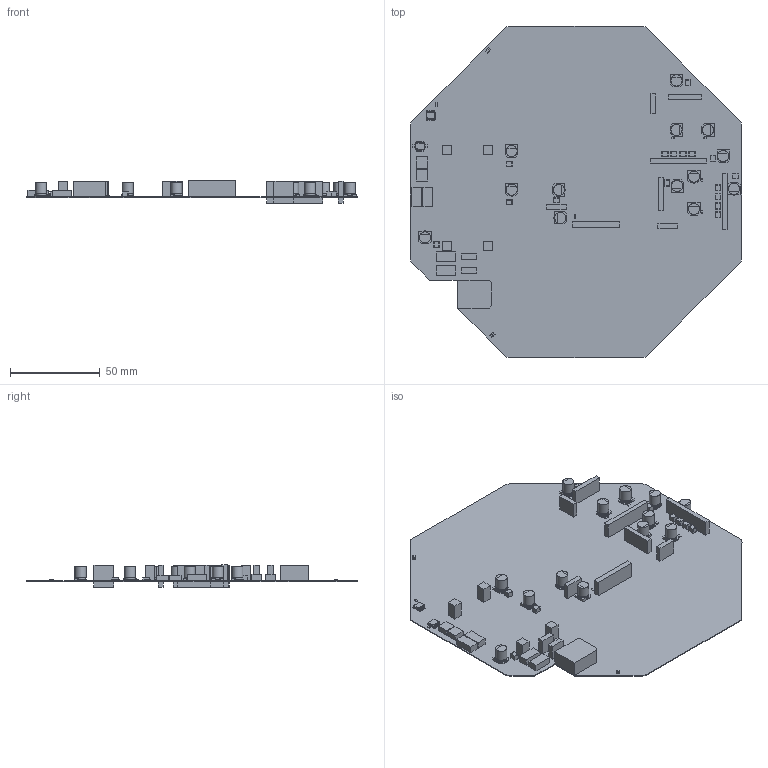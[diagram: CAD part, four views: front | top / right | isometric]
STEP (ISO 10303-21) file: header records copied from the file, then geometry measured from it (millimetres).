
FILE_DESCRIPTION(('Open CASCADE Model'),'2;1');
FILE_NAME('Open CASCADE Shape Model','2022-06-28T20:01:35',('Author'),( 'Open CASCADE'),'Open CASCADE STEP processor 6.8','Open CASCADE 6.8' ,'Unknown');
FILE_SCHEMA(('AUTOMOTIVE_DESIGN { 1 0 10303 214 1 1 1 1 }'));
Length unit declared in the file: millimetre
Products named in the file (198): PCB; Board; Open CASCADE STEP translator 6.8 5.1.1; C1; 6098600928; base; Open_CASCADE_STEP_translator_6.8_25.1.1; cylinder; Open_CASCADE_STEP_translator_6.8_25.2.1; mark; Open_CASCADE_STEP_translator_6.8_25.3.1; lead; C2; 6098599168; C3; 6098597248; Terminal; Open_CASCADE_STEP_translator_6.8_7.1.1; Open_CASCADE_STEP_translator_6.8_7.1.2; Mid_Body; Open_CASCADE_STEP_translator_6.8_7.2.1; C4; 6098597328; C7; C8; C9; 6098597888; C10; C11; 6098598368; C12; 6098597648; Open_CASCADE_STEP_translator_6.8_3.1.1; Open_CASCADE_STEP_translator_6.8_3.1.2; Open_CASCADE_STEP_translator_6.8_3.2.1; C13; C14; 6098598608; C15; C16 ...
Assembly tree (247 placements, depth 5):
  PCB
    Board
      Open CASCADE STEP translator 6.8 5.1.1
    C1
      6098600928
        base
          Open_CASCADE_STEP_translator_6.8_25.1.1
        cylinder
          Open_CASCADE_STEP_translator_6.8_25.2.1
        mark
          Open_CASCADE_STEP_translator_6.8_25.3.1
        lead  x2
    C2
      6098599168
        base
          Open_CASCADE_STEP_translator_6.8_25.1.1
        cylinder
          Open_CASCADE_STEP_translator_6.8_25.2.1
        mark
          Open_CASCADE_STEP_translator_6.8_25.3.1
        lead  x2
    C3
      6098597248
        Terminal
          Open_CASCADE_STEP_translator_6.8_7.1.1
          Open_CASCADE_STEP_translator_6.8_7.1.2
        Mid_Body
          Open_CASCADE_STEP_translator_6.8_7.2.1
    C4
      6098597328
        Terminal
          Open_CASCADE_STEP_translator_6.8_7.1.1
          Open_CASCADE_STEP_translator_6.8_7.1.2
        Mid_Body
          Open_CASCADE_STEP_translator_6.8_7.2.1
    C7
      6098600928
        base
          Open_CASCADE_STEP_translator_6.8_25.1.1
        cylinder
          Open_CASCADE_STEP_translator_6.8_25.2.1
        mark
          Open_CASCADE_STEP_translator_6.8_25.3.1
        lead  x2
    C8
      6098600928
        base
          Open_CASCADE_STEP_translator_6.8_25.1.1
        cylinder
          Open_CASCADE_STEP_translator_6.8_25.2.1
        mark
          Open_CASCADE_STEP_translator_6.8_25.3.1
        lead  x2
    C9
      6098597888
        Terminal
          Open_CASCADE_STEP_translator_6.8_7.1.1
          Open_CASCADE_STEP_translator_6.8_7.1.2
        Mid_Body
          Open_CASCADE_STEP_translator_6.8_7.2.1
Bounding box: 184.78 x 184.78 x 12.71 mm (x, y, z)
Volume: 25070.6 mm3; surface area: 72206.5 mm2
Topology: 187 solids, 202 shells, 2803 faces, 6120 edges, 3530 vertices
Faces by surface type: plane 1817, cylinder 766, sphere 204, bspline 16
Full cylindrical faces by diameter (mm): 0.5 x2, 5.425 x13, 6.2 x13
Entity records: 29336 total; most frequent: CARTESIAN_POINT 5041, DIRECTION 4742, ORIENTED_EDGE 3880, EDGE_CURVE 1948, AXIS2_PLACEMENT_3D 1670, LINE 1402, VECTOR 1402, VERTEX_POINT 1177
